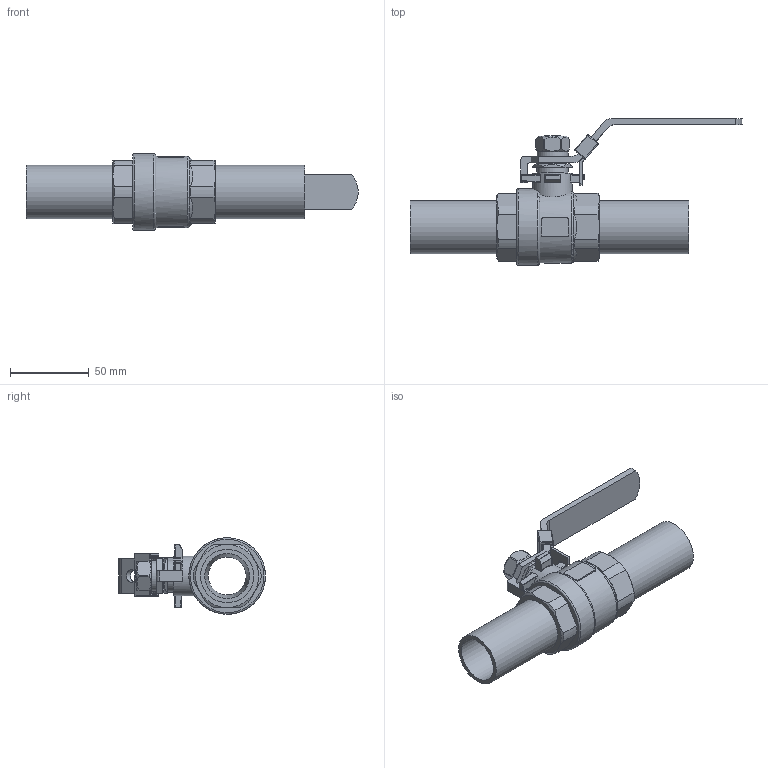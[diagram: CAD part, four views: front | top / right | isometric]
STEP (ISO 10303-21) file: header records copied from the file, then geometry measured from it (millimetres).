
FILE_DESCRIPTION(/* description */ ('Unknown'),/* implementation_level */ '2;1');
FILE_NAME(/* name */ 'R-621-SL-D-BW-DN25',/* time_stamp */ '2024-04-15T17:27:22+08:00',/* author */ ('Unknown'),/* organization */ ('Unknown'),/* preprocessor_version */ 'ST-DEVELOPER v16.7',/* originating_system */ 'DEX',/* authorisation */ $);
FILE_SCHEMA (('AUTOMOTIVE_DESIGN {1 0 10303 214 3 1 1}'));
Length unit declared in the file: millimetre
Products named in the file (2): R-621-SL-D-BW-DN25; V-2C-EB DN25
Assembly tree (1 placements, depth 2):
  R-621-SL-D-BW-DN25
    V-2C-EB DN25
Bounding box: 210.25 x 93.05 x 48.5 mm (x, y, z)
Volume: 125376.1 mm3; surface area: 52007.8 mm2
Topology: 1 solids, 1 shells, 390 faces, 978 edges, 570 vertices
Faces by surface type: cylinder 158, plane 124, sphere 32, bspline 31, torus 25, cone 20
Full cylindrical faces by diameter (mm): 8 x1, 10.8 x1, 12 x1, 12.5 x1, 20 x1, 24 x1, 25 x1, 28.5 x2, 33.7 x2, 48.5 x1
Entity records: 12366 total; most frequent: CARTESIAN_POINT 3426, DIRECTION 1864, ORIENTED_EDGE 1844, EDGE_CURVE 922, AXIS2_PLACEMENT_3D 725, VERTEX_POINT 558, EDGE_LOOP 432, FACE_BOUND 432
